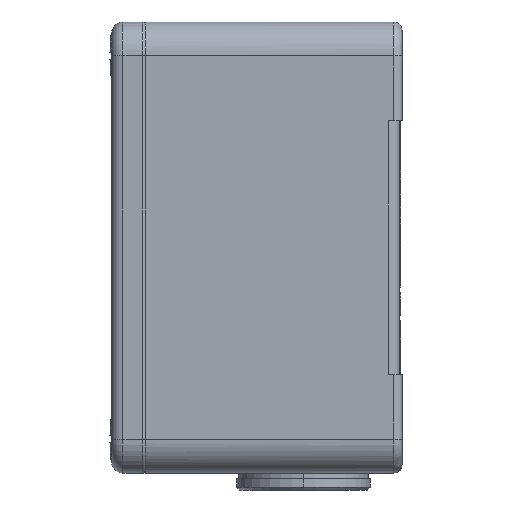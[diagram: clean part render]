
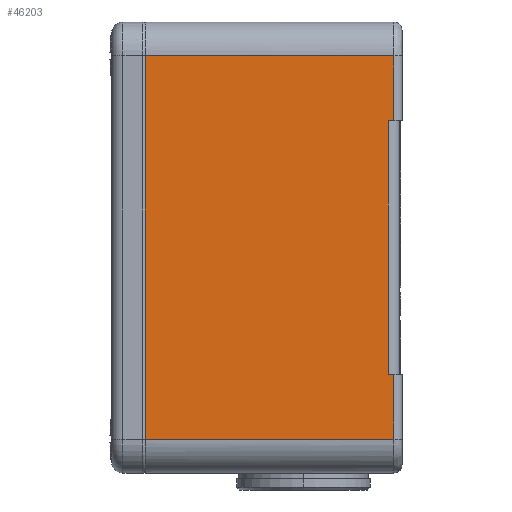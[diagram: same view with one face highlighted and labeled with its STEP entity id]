
A CAD part, left-side view. The second image highlights one B-rep face of the part: STEP entity #46203.
In plain terms, the highlighted planar face has unit normal (-1, -0.018, 0).
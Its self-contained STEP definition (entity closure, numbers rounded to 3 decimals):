
#642=DIRECTION('',(0.,0.,-1.));
#643=VECTOR('',#642,11.526);
#644=CARTESIAN_POINT('',(-39.232,1.474,34.));
#645=LINE('',#644,#643);
#646=DIRECTION('',(0.,0.,1.));
#647=VECTOR('',#646,44.914);
#648=CARTESIAN_POINT('',(-39.249,2.465,-22.457));
#649=LINE('',#648,#647);
#650=DIRECTION('',(0.,0.,-1.));
#651=VECTOR('',#650,11.526);
#652=CARTESIAN_POINT('',(-39.232,1.474,-22.474));
#653=LINE('',#652,#651);
#654=DIRECTION('',(0.017,-1.,0.));
#655=VECTOR('',#654,44.033);
#656=CARTESIAN_POINT('',(-40.,45.5,-34.));
#657=LINE('',#656,#655);
#658=DIRECTION('',(0.017,-1.,0.));
#659=VECTOR('',#658,44.033);
#660=CARTESIAN_POINT('',(-40.,45.5,34.));
#661=LINE('',#660,#659);
#676=DIRECTION('',(0.017,-1.,0.017));
#677=VECTOR('',#676,0.992);
#678=CARTESIAN_POINT('',(-39.249,2.465,22.457));
#679=LINE('',#678,#677);
#4285=DIRECTION('',(-0.017,1.,0.017));
#4286=VECTOR('',#4285,0.992);
#4287=CARTESIAN_POINT('',(-39.232,1.474,
-22.474));
#4288=LINE('',#4287,#4286);
#4294=CARTESIAN_POINT('',(-39.232,1.474,
-34.));
#4320=CARTESIAN_POINT('',(-40.,45.5,34.));
#4334=DIRECTION('',(0.,0.,1.));
#4335=VECTOR('',#4334,68.);
#4336=CARTESIAN_POINT('',(-40.,45.5,-34.));
#4337=LINE('',#4336,#4335);
#4350=CARTESIAN_POINT('',(-40.,45.5,-34.));
#36608=VERTEX_POINT('',#4320);
#36615=VERTEX_POINT('',#4350);
#36640=CARTESIAN_POINT('',(-39.249,2.465,
-22.457));
#36641=CARTESIAN_POINT('',(-39.249,2.465,
22.457));
#36642=VERTEX_POINT('',#36640);
#36643=VERTEX_POINT('',#36641);
#36666=VERTEX_POINT('',#4294);
#36669=CARTESIAN_POINT('',(-39.232,1.474,
-22.474));
#36670=VERTEX_POINT('',#36669);
#36675=CARTESIAN_POINT('',(-39.232,1.474,
34.));
#36676=CARTESIAN_POINT('',(-39.232,1.474,
22.474));
#36677=VERTEX_POINT('',#36675);
#36678=VERTEX_POINT('',#36676);
#46181=CARTESIAN_POINT('',(-40.,45.5,-42.609));
#46182=DIRECTION('',(-1.,-0.017,0.));
#46183=DIRECTION('',(0.,0.,1.));
#46184=AXIS2_PLACEMENT_3D('',#46181,#46182,#46183);
#46185=PLANE('',#46184);
#46186=ORIENTED_EDGE('',*,*,#46165,.T.);
#46188=ORIENTED_EDGE('',*,*,#46187,.F.);
#46190=ORIENTED_EDGE('',*,*,#46189,.F.);
#46192=ORIENTED_EDGE('',*,*,#46191,.F.);
#46194=ORIENTED_EDGE('',*,*,#46193,.T.);
#46196=ORIENTED_EDGE('',*,*,#46195,.F.);
#46198=ORIENTED_EDGE('',*,*,#46197,.T.);
#46200=ORIENTED_EDGE('',*,*,#46199,.T.);
#46201=EDGE_LOOP('',(#46186,#46188,#46190,#46192,#46194,#46196,#46198,#46200));
#46202=FACE_OUTER_BOUND('',#46201,.F.);
#46165=EDGE_CURVE('',#36677,#36678,#645,.T.);
#46187=EDGE_CURVE('',#36643,#36678,#679,.T.);
#46189=EDGE_CURVE('',#36642,#36643,#649,.T.);
#46191=EDGE_CURVE('',#36670,#36642,#4288,.T.);
#46193=EDGE_CURVE('',#36670,#36666,#653,.T.);
#46195=EDGE_CURVE('',#36615,#36666,#657,.T.);
#46197=EDGE_CURVE('',#36615,#36608,#4337,.T.);
#46199=EDGE_CURVE('',#36608,#36677,#661,.T.);
#46203=ADVANCED_FACE('',(#46202),#46185,.T.);
